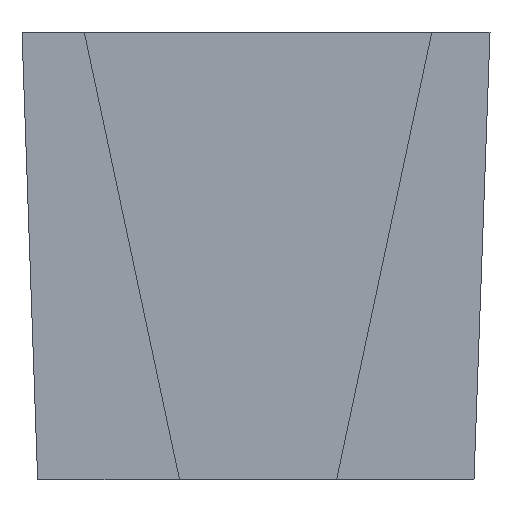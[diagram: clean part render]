
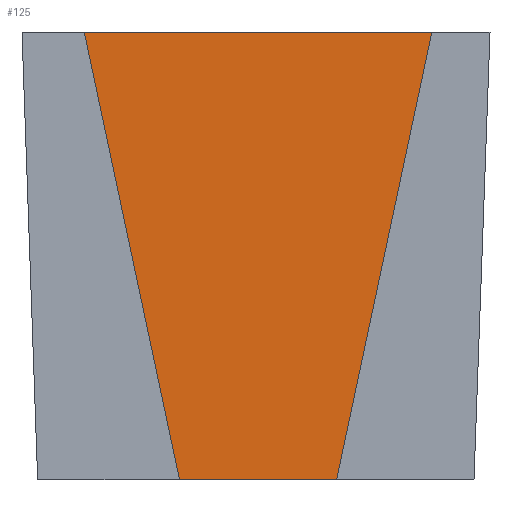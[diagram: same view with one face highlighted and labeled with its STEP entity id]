
A CAD part, left-side view. The second image highlights one B-rep face of the part: STEP entity #125.
In plain terms, the highlighted planar face has unit normal (-1, 0, 0).
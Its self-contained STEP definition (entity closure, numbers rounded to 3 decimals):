
#125=ADVANCED_FACE('',(#191),#157,.T.);
#157=PLANE('',#863);
#191=FACE_OUTER_BOUND('',#235,.T.);
#235=EDGE_LOOP('',(#415,#416,#417,#418));
#415=ORIENTED_EDGE('',*,*,#638,.F.);
#416=ORIENTED_EDGE('',*,*,#612,.F.);
#417=ORIENTED_EDGE('',*,*,#640,.F.);
#418=ORIENTED_EDGE('',*,*,#635,.T.);
#524=VERTEX_POINT('',#1256);
#525=VERTEX_POINT('',#1258);
#539=VERTEX_POINT('',#1304);
#540=VERTEX_POINT('',#1306);
#612=EDGE_CURVE('',#524,#525,#695,.T.);
#635=EDGE_CURVE('',#540,#539,#711,.T.);
#638=EDGE_CURVE('',#525,#539,#714,.T.);
#640=EDGE_CURVE('',#540,#524,#716,.T.);
#695=LINE('',#1257,#771);
#711=LINE('',#1305,#787);
#714=LINE('',#1311,#790);
#716=LINE('',#1314,#792);
#771=VECTOR('',#1001,1.);
#787=VECTOR('',#1043,1.);
#790=VECTOR('',#1048,1.);
#792=VECTOR('',#1052,1.);
#863=AXIS2_PLACEMENT_3D('',#1319,#1060,#1061);
#1001=DIRECTION('',(0.,-1.,0.));
#1043=DIRECTION('',(0.,-1.,0.));
#1048=DIRECTION('',(0.,0.208,-0.978));
#1052=DIRECTION('',(0.,0.208,0.978));
#1060=DIRECTION('',(-1.,0.,0.));
#1061=DIRECTION('',(0.,0.,-1.));
#1256=CARTESIAN_POINT('',(-56.931,4.966,5.505));
#1257=CARTESIAN_POINT('',(-56.931,6.6,5.505));
#1258=CARTESIAN_POINT('',(-56.931,-48.766,5.505));
#1304=CARTESIAN_POINT('',(-56.931,-34.047,-63.745));
#1305=CARTESIAN_POINT('',(-56.931,6.6,-63.745));
#1306=CARTESIAN_POINT('',(-56.931,-9.753,-63.745));
#1311=CARTESIAN_POINT('',(-56.931,-31.912,-73.787));
#1314=CARTESIAN_POINT('',(-56.931,-11.888,-73.787));
#1319=CARTESIAN_POINT('',(-56.931,-21.9,-29.12));
